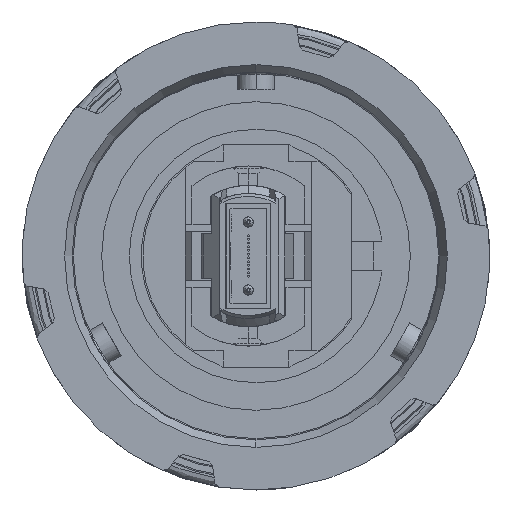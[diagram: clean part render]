
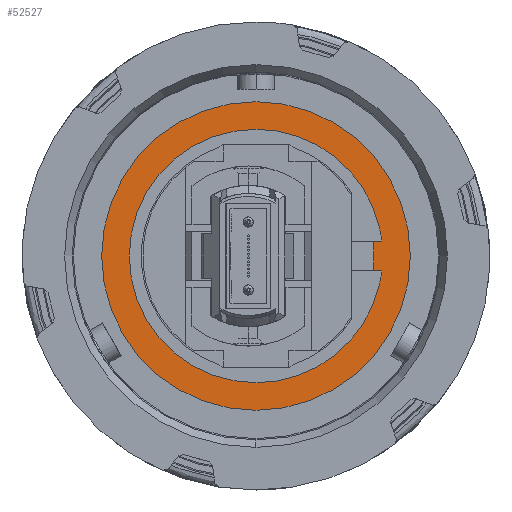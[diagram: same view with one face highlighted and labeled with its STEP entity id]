
A CAD part, left-side view. The second image highlights one B-rep face of the part: STEP entity #52527.
In plain terms, the highlighted face is planar.
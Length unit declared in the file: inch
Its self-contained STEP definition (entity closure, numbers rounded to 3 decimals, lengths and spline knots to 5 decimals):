
#642 = CARTESIAN_POINT ( 'NONE',  ( -0.03937, -0.3343, -0.04751 ) ) ;
#1143 = DIRECTION ( 'NONE',  ( 0., 0., 1. ) ) ;
#1523 = VERTEX_POINT ( 'NONE', #37214 ) ;
#1944 = CIRCLE ( 'NONE', #47139, 0.41 ) ;
#3188 = DIRECTION ( 'NONE',  ( 0., 0., -1. ) ) ;
#3778 = DIRECTION ( 'NONE',  ( 0., 0., -1. ) ) ;
#4111 = DIRECTION ( 'NONE',  ( 0., 1., 0. ) ) ;
#5173 = CARTESIAN_POINT ( 'NONE',  ( 0., 0., -0.04751 ) ) ;
#5991 = EDGE_CURVE ( 'NONE', #60599, #54140, #34056, .T. ) ;
#6967 = CARTESIAN_POINT ( 'NONE',  ( 0.41, 0., -0.04751 ) ) ;
#8392 = VERTEX_POINT ( 'NONE', #34988 ) ;
#9111 = VERTEX_POINT ( 'NONE', #68854 ) ;
#12784 = AXIS2_PLACEMENT_3D ( 'NONE', #52160, #3188, #20993 ) ;
#13525 = EDGE_CURVE ( 'NONE', #20282, #79945, #58020, .T. ) ;
#15331 = EDGE_CURVE ( 'NONE', #79945, #9111, #34945, .T. ) ;
#15836 = CARTESIAN_POINT ( 'NONE',  ( 0.03937, -0.25394, -0.04751 ) ) ;
#16008 = CIRCLE ( 'NONE', #71571, 0.33661 ) ;
#16441 = CARTESIAN_POINT ( 'NONE',  ( -0.41, 0., -0.04751 ) ) ;
#16667 = CARTESIAN_POINT ( 'NONE',  ( 0.03937, -0.31119, -0.04751 ) ) ;
#17770 = DIRECTION ( 'NONE',  ( 0., 0., -1. ) ) ;
#17986 = DIRECTION ( 'NONE',  ( 0., 0., -1. ) ) ;
#18174 = DIRECTION ( 'NONE',  ( 1., 0., 0. ) ) ;
#18216 = DIRECTION ( 'NONE',  ( 0., 0., -1. ) ) ;
#18911 = DIRECTION ( 'NONE',  ( 0., 0., -1. ) ) ;
#19213 = ORIENTED_EDGE ( 'NONE', *, *, #44218, .F. ) ;
#19327 = FACE_OUTER_BOUND ( 'NONE', #67481, .T. ) ;
#20282 = VERTEX_POINT ( 'NONE', #642 ) ;
#20449 = CARTESIAN_POINT ( 'NONE',  ( 0.07874, -0.32728, -0.04751 ) ) ;
#20993 = DIRECTION ( 'NONE',  ( 1., 0., 0. ) ) ;
#21208 = VERTEX_POINT ( 'NONE', #20449 ) ;
#21639 = ORIENTED_EDGE ( 'NONE', *, *, #15331, .T. ) ;
#22438 = VERTEX_POINT ( 'NONE', #16441 ) ;
#24689 = DIRECTION ( 'NONE',  ( 0., 0., -1. ) ) ;
#25412 = EDGE_CURVE ( 'NONE', #44860, #22438, #1944, .T. ) ;
#26193 = FACE_BOUND ( 'NONE', #64733, .T. ) ;
#26602 = CARTESIAN_POINT ( 'NONE',  ( 0., 0., -0.04751 ) ) ;
#27222 = ORIENTED_EDGE ( 'NONE', *, *, #61026, .T. ) ;
#27415 = CARTESIAN_POINT ( 'NONE',  ( 0.03937, -0.3343, -0.04751 ) ) ;
#27562 = CIRCLE ( 'NONE', #72803, 0.31367 ) ;
#28045 = CARTESIAN_POINT ( 'NONE',  ( 0., 0., -0.04751 ) ) ;
#31254 = EDGE_CURVE ( 'NONE', #54140, #8392, #27562, .T. ) ;
#31555 = DIRECTION ( 'NONE',  ( -1., 0., 0. ) ) ;
#31923 = VECTOR ( 'NONE', #35591, 39.37008 ) ;
#34056 = LINE ( 'NONE', #15836, #48389 ) ;
#34945 = CIRCLE ( 'NONE', #76278, 0.33661 ) ;
#34988 = CARTESIAN_POINT ( 'NONE',  ( -0.03937, -0.31119, -0.04751 ) ) ;
#35386 = DIRECTION ( 'NONE',  ( 1., 0., 0. ) ) ;
#35591 = DIRECTION ( 'NONE',  ( 0., -1., 0. ) ) ;
#36100 = ORIENTED_EDGE ( 'NONE', *, *, #37490, .T. ) ;
#36813 = CARTESIAN_POINT ( 'NONE',  ( -0.03937, -0.25394, -0.04751 ) ) ;
#37138 = CARTESIAN_POINT ( 'NONE',  ( 0., 0., -0.04751 ) ) ;
#37214 = CARTESIAN_POINT ( 'NONE',  ( 0.33661, 0., -0.04751 ) ) ;
#37490 = EDGE_CURVE ( 'NONE', #8392, #20282, #78865, .T. ) ;
#38130 = CIRCLE ( 'NONE', #47178, 0.33661 ) ;
#39664 = EDGE_CURVE ( 'NONE', #21208, #60599, #16008, .T. ) ;
#42099 = DIRECTION ( 'NONE',  ( 1., 0., 0. ) ) ;
#42788 = DIRECTION ( 'NONE',  ( 1., 0., 0. ) ) ;
#44218 = EDGE_CURVE ( 'NONE', #22438, #44860, #47289, .T. ) ;
#44703 = AXIS2_PLACEMENT_3D ( 'NONE', #73643, #18216, #31555 ) ;
#44860 = VERTEX_POINT ( 'NONE', #6967 ) ;
#47139 = AXIS2_PLACEMENT_3D ( 'NONE', #37138, #18911, #69099 ) ;
#47178 = AXIS2_PLACEMENT_3D ( 'NONE', #5173, #73544, #42788 ) ;
#47289 = CIRCLE ( 'NONE', #44703, 0.41 ) ;
#47744 = ORIENTED_EDGE ( 'NONE', *, *, #31254, .T. ) ;
#48389 = VECTOR ( 'NONE', #4111, 39.37008 ) ;
#48940 = CIRCLE ( 'NONE', #12784, 0.33661 ) ;
#49611 = CARTESIAN_POINT ( 'NONE',  ( -0.07874, -0.32728, -0.04751 ) ) ;
#50898 = DIRECTION ( 'NONE',  ( 1., 0., 0. ) ) ;
#52160 = CARTESIAN_POINT ( 'NONE',  ( 0., 0., -0.04751 ) ) ;
#52527 = ADVANCED_FACE ( 'NONE', ( #26193, #19327 ), #74369, .T. ) ;
#53205 = CARTESIAN_POINT ( 'NONE',  ( 0., 0., -0.04751 ) ) ;
#54140 = VERTEX_POINT ( 'NONE', #16667 ) ;
#55046 = EDGE_CURVE ( 'NONE', #9111, #1523, #38130, .T. ) ;
#56239 = AXIS2_PLACEMENT_3D ( 'NONE', #26602, #1143, #50898 ) ;
#58020 = CIRCLE ( 'NONE', #63192, 0.33661 ) ;
#60599 = VERTEX_POINT ( 'NONE', #27415 ) ;
#61026 = EDGE_CURVE ( 'NONE', #1523, #21208, #48940, .T. ) ;
#62354 = ORIENTED_EDGE ( 'NONE', *, *, #55046, .T. ) ;
#63192 = AXIS2_PLACEMENT_3D ( 'NONE', #73200, #17770, #18174 ) ;
#63753 = ORIENTED_EDGE ( 'NONE', *, *, #5991, .T. ) ;
#64733 = EDGE_LOOP ( 'NONE', ( #62354, #27222, #74760, #63753, #47744, #36100, #77301, #21639 ) ) ;
#64888 = DIRECTION ( 'NONE',  ( 1., 0., 0. ) ) ;
#67481 = EDGE_LOOP ( 'NONE', ( #70976, #19213 ) ) ;
#68031 = CARTESIAN_POINT ( 'NONE',  ( 0., 0., -0.04751 ) ) ;
#68854 = CARTESIAN_POINT ( 'NONE',  ( -0.33661, 0., -0.04751 ) ) ;
#69099 = DIRECTION ( 'NONE',  ( -1., 0., 0. ) ) ;
#70976 = ORIENTED_EDGE ( 'NONE', *, *, #25412, .F. ) ;
#71571 = AXIS2_PLACEMENT_3D ( 'NONE', #68031, #24689, #42099 ) ;
#72803 = AXIS2_PLACEMENT_3D ( 'NONE', #53205, #17986, #35386 ) ;
#73200 = CARTESIAN_POINT ( 'NONE',  ( 0., 0., -0.04751 ) ) ;
#73544 = DIRECTION ( 'NONE',  ( 0., 0., -1. ) ) ;
#73643 = CARTESIAN_POINT ( 'NONE',  ( 0., 0., -0.04751 ) ) ;
#74369 = PLANE ( 'NONE',  #56239 ) ;
#74760 = ORIENTED_EDGE ( 'NONE', *, *, #39664, .T. ) ;
#76278 = AXIS2_PLACEMENT_3D ( 'NONE', #28045, #3778, #64888 ) ;
#77301 = ORIENTED_EDGE ( 'NONE', *, *, #13525, .T. ) ;
#78865 = LINE ( 'NONE', #36813, #31923 ) ;
#79945 = VERTEX_POINT ( 'NONE', #49611 ) ;
